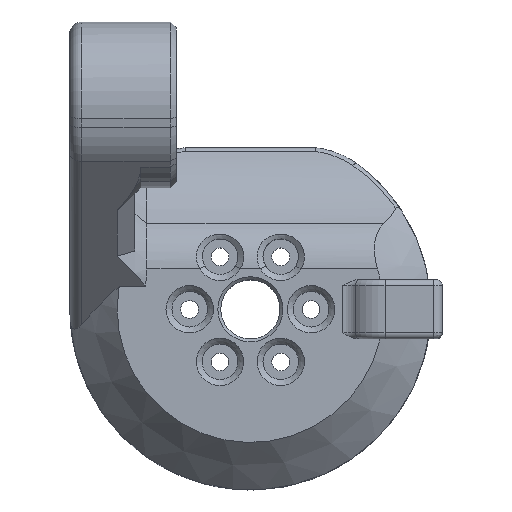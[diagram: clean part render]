
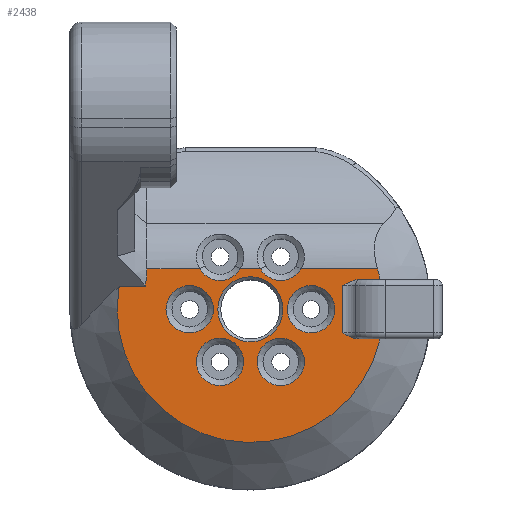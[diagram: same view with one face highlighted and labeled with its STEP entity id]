
A CAD part, top view. The second image highlights one B-rep face of the part: STEP entity #2438.
In plain terms, the highlighted planar face has unit normal (0, 0, 1).
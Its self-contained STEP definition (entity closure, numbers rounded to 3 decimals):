
#60=FACE_BOUND('',#490,.T.);
#61=FACE_BOUND('',#491,.T.);
#62=FACE_BOUND('',#492,.T.);
#63=FACE_BOUND('',#493,.T.);
#64=FACE_BOUND('',#494,.T.);
#110=(
BOUNDED_CURVE()
B_SPLINE_CURVE(2,(#5336,#5337,#5338),.UNSPECIFIED.,.F.,.F.)
B_SPLINE_CURVE_WITH_KNOTS((3,3),(1.994,2.556),
 .UNSPECIFIED.)
CURVE()
GEOMETRIC_REPRESENTATION_ITEM()
RATIONAL_B_SPLINE_CURVE((1.629,1.657,1.651))
REPRESENTATION_ITEM('')
);
#146=B_SPLINE_CURVE_WITH_KNOTS('',3,(#4497,#4498,#4499,#4500),
 .UNSPECIFIED.,.F.,.F.,(4,4),(-0.899,-0.626),
 .UNSPECIFIED.);
#147=B_SPLINE_CURVE_WITH_KNOTS('',3,(#4520,#4521,#4522,#4523),
 .UNSPECIFIED.,.F.,.F.,(4,4),(-0.273,0.),
 .UNSPECIFIED.);
#327=FACE_OUTER_BOUND('',#489,.T.);
#489=EDGE_LOOP('',(#2083,#2084,#2085,#2086,#2087,#2088,#2089,#2090,#2091,
#2092,#2093,#2094,#2095,#2096));
#490=EDGE_LOOP('',(#2097));
#491=EDGE_LOOP('',(#2098));
#492=EDGE_LOOP('',(#2099));
#493=EDGE_LOOP('',(#2100));
#494=EDGE_LOOP('',(#2101));
#586=LINE('',#4512,#716);
#593=LINE('',#4666,#723);
#599=LINE('',#4688,#729);
#627=LINE('',#4841,#757);
#654=LINE('',#5327,#784);
#655=LINE('',#5331,#785);
#656=LINE('',#5335,#786);
#716=VECTOR('',#3007,10.);
#723=VECTOR('',#3056,10.);
#729=VECTOR('',#3080,10.);
#757=VECTOR('',#3160,10.);
#784=VECTOR('',#3313,10.);
#785=VECTOR('',#3316,10.);
#786=VECTOR('',#3319,10.);
#892=CIRCLE('',#2625,22.5);
#893=CIRCLE('',#2627,22.5);
#936=CIRCLE('',#2710,5.5);
#937=CIRCLE('',#2712,4.);
#938=CIRCLE('',#2713,4.);
#939=CIRCLE('',#2714,4.);
#940=CIRCLE('',#2715,4.);
#941=CIRCLE('',#2716,4.);
#942=CIRCLE('',#2717,4.);
#1063=VERTEX_POINT('',#4495);
#1064=VERTEX_POINT('',#4496);
#1066=VERTEX_POINT('',#4508);
#1069=VERTEX_POINT('',#4517);
#1070=VERTEX_POINT('',#4519);
#1085=VERTEX_POINT('',#4665);
#1087=VERTEX_POINT('',#4692);
#1091=VERTEX_POINT('',#4732);
#1119=VERTEX_POINT('',#4822);
#1162=VERTEX_POINT('',#5322);
#1163=VERTEX_POINT('',#5326);
#1164=VERTEX_POINT('',#5328);
#1165=VERTEX_POINT('',#5330);
#1166=VERTEX_POINT('',#5332);
#1167=VERTEX_POINT('',#5334);
#1168=VERTEX_POINT('',#5339);
#1169=VERTEX_POINT('',#5341);
#1170=VERTEX_POINT('',#5343);
#1171=VERTEX_POINT('',#5345);
#1327=EDGE_CURVE('',#1063,#1064,#146,.F.);
#1332=EDGE_CURVE('',#1063,#1066,#586,.T.);
#1335=EDGE_CURVE('',#1069,#1070,#147,.F.);
#1358=EDGE_CURVE('',#1085,#1070,#593,.T.);
#1368=EDGE_CURVE('',#1064,#1069,#599,.T.);
#1370=EDGE_CURVE('',#1085,#1087,#892,.T.);
#1376=EDGE_CURVE('',#1091,#1066,#893,.T.);
#1419=EDGE_CURVE('',#1087,#1119,#627,.F.);
#1491=EDGE_CURVE('',#1162,#1162,#936,.T.);
#1492=EDGE_CURVE('',#1163,#1091,#654,.T.);
#1493=EDGE_CURVE('',#1164,#1163,#937,.T.);
#1494=EDGE_CURVE('',#1165,#1164,#655,.T.);
#1495=EDGE_CURVE('',#1166,#1165,#938,.T.);
#1496=EDGE_CURVE('',#1167,#1166,#656,.T.);
#1497=EDGE_CURVE('',#1119,#1167,#110,.T.);
#1498=EDGE_CURVE('',#1168,#1168,#939,.T.);
#1499=EDGE_CURVE('',#1169,#1169,#940,.T.);
#1500=EDGE_CURVE('',#1170,#1170,#941,.T.);
#1501=EDGE_CURVE('',#1171,#1171,#942,.T.);
#2083=ORIENTED_EDGE('',*,*,#1332,.T.);
#2084=ORIENTED_EDGE('',*,*,#1376,.F.);
#2085=ORIENTED_EDGE('',*,*,#1492,.F.);
#2086=ORIENTED_EDGE('',*,*,#1493,.F.);
#2087=ORIENTED_EDGE('',*,*,#1494,.F.);
#2088=ORIENTED_EDGE('',*,*,#1495,.F.);
#2089=ORIENTED_EDGE('',*,*,#1496,.F.);
#2090=ORIENTED_EDGE('',*,*,#1497,.F.);
#2091=ORIENTED_EDGE('',*,*,#1419,.F.);
#2092=ORIENTED_EDGE('',*,*,#1370,.F.);
#2093=ORIENTED_EDGE('',*,*,#1358,.T.);
#2094=ORIENTED_EDGE('',*,*,#1335,.F.);
#2095=ORIENTED_EDGE('',*,*,#1368,.F.);
#2096=ORIENTED_EDGE('',*,*,#1327,.F.);
#2097=ORIENTED_EDGE('',*,*,#1498,.F.);
#2098=ORIENTED_EDGE('',*,*,#1499,.F.);
#2099=ORIENTED_EDGE('',*,*,#1500,.F.);
#2100=ORIENTED_EDGE('',*,*,#1501,.F.);
#2101=ORIENTED_EDGE('',*,*,#1491,.F.);
#2330=PLANE('',#2711);
#2438=ADVANCED_FACE('',(#327,#60,#61,#62,#63,#64),#2330,.F.);
#2625=AXIS2_PLACEMENT_3D('',#4693,#3086,#3087);
#2627=AXIS2_PLACEMENT_3D('',#4745,#3090,#3091);
#2710=AXIS2_PLACEMENT_3D('',#5324,#3309,#3310);
#2711=AXIS2_PLACEMENT_3D('',#5325,#3311,#3312);
#2712=AXIS2_PLACEMENT_3D('',#5329,#3314,#3315);
#2713=AXIS2_PLACEMENT_3D('',#5333,#3317,#3318);
#2714=AXIS2_PLACEMENT_3D('',#5340,#3320,#3321);
#2715=AXIS2_PLACEMENT_3D('',#5342,#3322,#3323);
#2716=AXIS2_PLACEMENT_3D('',#5344,#3324,#3325);
#2717=AXIS2_PLACEMENT_3D('',#5346,#3326,#3327);
#3007=DIRECTION('',(1.,0.,0.));
#3056=DIRECTION('',(-1.,0.,0.));
#3080=DIRECTION('',(0.,-1.,0.));
#3086=DIRECTION('center_axis',(0.,0.,
-1.));
#3087=DIRECTION('ref_axis',(1.,0.,0.));
#3090=DIRECTION('center_axis',(0.,0.,
-1.));
#3091=DIRECTION('ref_axis',(1.,0.,0.));
#3160=DIRECTION('',(-1.,0.,0.));
#3309=DIRECTION('center_axis',(0.,0.,
1.));
#3310=DIRECTION('ref_axis',(-1.,0.,0.));
#3311=DIRECTION('center_axis',(0.,0.,
-1.));
#3312=DIRECTION('ref_axis',(0.,1.,0.));
#3313=DIRECTION('',(1.,0.,0.));
#3314=DIRECTION('center_axis',(0.,0.,
1.));
#3315=DIRECTION('ref_axis',(1.,0.,0.));
#3316=DIRECTION('',(1.,0.,0.));
#3317=DIRECTION('center_axis',(0.,0.,
1.));
#3318=DIRECTION('ref_axis',(1.,0.,0.));
#3319=DIRECTION('',(1.,0.,0.));
#3320=DIRECTION('center_axis',(0.,0.,
1.));
#3321=DIRECTION('ref_axis',(1.,0.,0.));
#3322=DIRECTION('center_axis',(0.,0.,
1.));
#3323=DIRECTION('ref_axis',(1.,0.,0.));
#3324=DIRECTION('center_axis',(0.,0.,
1.));
#3325=DIRECTION('ref_axis',(1.,0.,0.));
#3326=DIRECTION('center_axis',(0.,0.,
1.));
#3327=DIRECTION('ref_axis',(1.,0.,0.));
#4495=CARTESIAN_POINT('',(18.249,5.,122.));
#4496=CARTESIAN_POINT('',(15.603,4.,122.));
#4497=CARTESIAN_POINT('Ctrl Pts',(15.603,4.,122.));
#4498=CARTESIAN_POINT('Ctrl Pts',(16.392,4.455,122.));
#4499=CARTESIAN_POINT('Ctrl Pts',(17.338,5.,122.));
#4500=CARTESIAN_POINT('Ctrl Pts',(18.249,5.,122.));
#4508=CARTESIAN_POINT('',(21.937,5.,122.));
#4512=CARTESIAN_POINT('',(-1.25,5.,122.));
#4517=CARTESIAN_POINT('',(15.603,-4.,122.));
#4519=CARTESIAN_POINT('',(18.249,-5.,122.));
#4520=CARTESIAN_POINT('Ctrl Pts',(18.249,-5.,122.));
#4521=CARTESIAN_POINT('Ctrl Pts',(17.338,-5.,122.));
#4522=CARTESIAN_POINT('Ctrl Pts',(16.392,-4.455,122.));
#4523=CARTESIAN_POINT('Ctrl Pts',(15.603,-4.,122.));
#4665=CARTESIAN_POINT('',(21.937,-5.,122.));
#4666=CARTESIAN_POINT('',(-1.25,-5.,122.));
#4688=CARTESIAN_POINT('',(15.603,-10.,122.));
#4692=CARTESIAN_POINT('',(-22.157,3.914,122.));
#4693=CARTESIAN_POINT('Origin',(0.,0.,
122.));
#4732=CARTESIAN_POINT('',(21.44,6.826,122.));
#4745=CARTESIAN_POINT('Origin',(0.,0.,
122.));
#4822=CARTESIAN_POINT('',(-17.758,3.914,122.));
#4841=CARTESIAN_POINT('',(-32.5,3.914,122.));
#5322=CARTESIAN_POINT('',(5.5,0.,122.));
#5324=CARTESIAN_POINT('Origin',(0.,0.,
122.));
#5325=CARTESIAN_POINT('Origin',(-32.5,-20.,122.));
#5326=CARTESIAN_POINT('',(8.558,6.826,122.));
#5327=CARTESIAN_POINT('',(-32.5,6.826,122.));
#5328=CARTESIAN_POINT('',(1.691,6.826,122.));
#5329=CARTESIAN_POINT('Origin',(5.125,8.877,122.));
#5330=CARTESIAN_POINT('',(-1.692,6.826,122.));
#5331=CARTESIAN_POINT('',(-32.5,6.826,122.));
#5332=CARTESIAN_POINT('',(-8.559,6.826,122.));
#5333=CARTESIAN_POINT('Origin',(-5.125,8.877,122.));
#5334=CARTESIAN_POINT('',(-17.5,6.826,122.));
#5335=CARTESIAN_POINT('',(-32.5,6.826,122.));
#5336=CARTESIAN_POINT('Ctrl Pts',(-17.758,3.914,122.));
#5337=CARTESIAN_POINT('Ctrl Pts',(-17.42,5.388,122.));
#5338=CARTESIAN_POINT('Ctrl Pts',(-17.5,6.826,122.));
#5339=CARTESIAN_POINT('',(-14.25,0.,122.));
#5340=CARTESIAN_POINT('Origin',(-10.25,0.,122.));
#5341=CARTESIAN_POINT('',(1.125,-8.877,122.));
#5342=CARTESIAN_POINT('Origin',(5.125,-8.877,122.));
#5343=CARTESIAN_POINT('',(6.25,0.,122.));
#5344=CARTESIAN_POINT('Origin',(10.25,0.,122.));
#5345=CARTESIAN_POINT('',(-9.125,-8.877,122.));
#5346=CARTESIAN_POINT('Origin',(-5.125,-8.877,122.));
